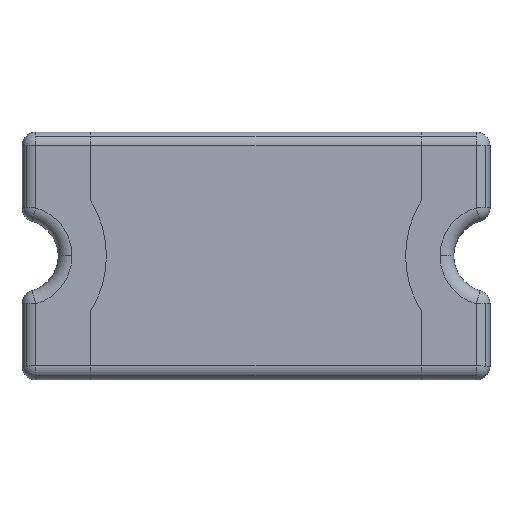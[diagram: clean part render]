
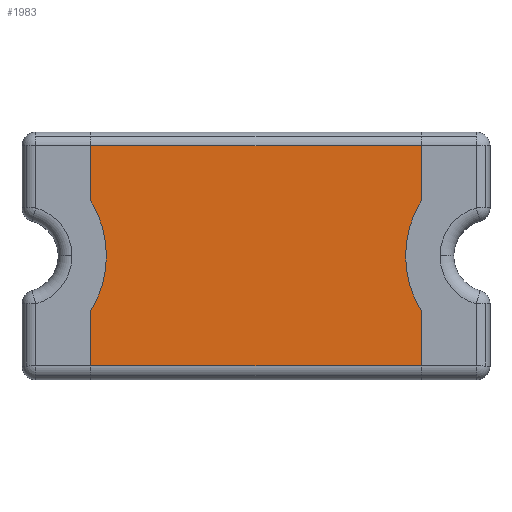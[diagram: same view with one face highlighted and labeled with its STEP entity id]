
A CAD part, top view. The second image highlights one B-rep face of the part: STEP entity #1983.
In plain terms, the highlighted planar face has unit normal (0, 0, 1).
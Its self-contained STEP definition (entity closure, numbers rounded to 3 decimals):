
#1450=CARTESIAN_POINT('',(1.087,0.,1.0));
#1451=VERTEX_POINT('',#1450);
#1467=CARTESIAN_POINT('',(1.2,0.4,1.0));
#1468=VERTEX_POINT('',#1467);
#1475=CARTESIAN_POINT('',(1.85,0.,1.0));
#1476=DIRECTION('',(0.0,0.0,1.0));
#1477=DIRECTION('',(-1.0,0.0,0.0));
#1478=AXIS2_PLACEMENT_3D('',#1475,#1476,#1477);
#1479=CIRCLE('',#1478,0.763);
#1480=EDGE_CURVE('',#1468,#1451,#1479,.T.);
#1492=CARTESIAN_POINT('',(-1.087,0.,1.0));
#1493=VERTEX_POINT('',#1492);
#1509=CARTESIAN_POINT('',(-1.2,-0.4,1.0));
#1510=VERTEX_POINT('',#1509);
#1517=CARTESIAN_POINT('',(-1.85,0.,1.0));
#1518=DIRECTION('',(0.0,0.0,1.0));
#1519=DIRECTION('',(1.0,0.0,0.0));
#1520=AXIS2_PLACEMENT_3D('',#1517,#1518,#1519);
#1521=CIRCLE('',#1520,0.763);
#1522=EDGE_CURVE('',#1510,#1493,#1521,.T.);
#1542=CARTESIAN_POINT('',(1.2,-0.8,1.0));
#1543=VERTEX_POINT('',#1542);
#1551=CARTESIAN_POINT('',(-1.2,-0.8,1.0));
#1552=VERTEX_POINT('',#1551);
#1553=CARTESIAN_POINT('',(1.2,-0.8,1.0));
#1554=DIRECTION('',(-1.0,0.0,0.0));
#1555=VECTOR('',#1554,2.401);
#1556=LINE('',#1553,#1555);
#1557=EDGE_CURVE('',#1543,#1552,#1556,.T.);
#1584=CARTESIAN_POINT('',(-1.2,0.8,1.0));
#1585=VERTEX_POINT('',#1584);
#1593=CARTESIAN_POINT('',(1.2,0.8,1.0));
#1594=VERTEX_POINT('',#1593);
#1595=CARTESIAN_POINT('',(-1.2,0.8,1.0));
#1596=DIRECTION('',(1.0,0.0,0.0));
#1597=VECTOR('',#1596,2.401);
#1598=LINE('',#1595,#1597);
#1599=EDGE_CURVE('',#1585,#1594,#1598,.T.);
#1773=CARTESIAN_POINT('',(1.2,-0.4,1.0));
#1774=VERTEX_POINT('',#1773);
#1781=CARTESIAN_POINT('',(1.2,-0.4,1.0));
#1782=DIRECTION('',(0.0,-1.0,0.0));
#1783=VECTOR('',#1782,0.4);
#1784=LINE('',#1781,#1783);
#1785=EDGE_CURVE('',#1774,#1543,#1784,.T.);
#1878=CARTESIAN_POINT('',(-1.2,0.4,1.0));
#1879=VERTEX_POINT('',#1878);
#1886=CARTESIAN_POINT('',(-1.2,0.4,1.0));
#1887=DIRECTION('',(0.0,1.0,0.0));
#1888=VECTOR('',#1887,0.4);
#1889=LINE('',#1886,#1888);
#1890=EDGE_CURVE('',#1879,#1585,#1889,.T.);
#1932=CARTESIAN_POINT('',(1.2,0.8,1.0));
#1933=DIRECTION('',(0.0,-1.0,0.0));
#1934=VECTOR('',#1933,0.4);
#1935=LINE('',#1932,#1934);
#1936=EDGE_CURVE('',#1594,#1468,#1935,.T.);
#1949=CARTESIAN_POINT('',(0.,0.,1.0));
#1950=DIRECTION('',(0.0,0.0,1.0));
#1951=DIRECTION('',(1.0,0.0,0.0));
#1952=AXIS2_PLACEMENT_3D('',#1949,#1950,#1951);
#1953=PLANE('',#1952);
#1954=ORIENTED_EDGE('',*,*,#1599,.F.);
#1955=ORIENTED_EDGE('',*,*,#1890,.F.);
#1956=CARTESIAN_POINT('',(-1.85,0.,1.0));
#1957=DIRECTION('',(0.0,0.0,1.0));
#1958=DIRECTION('',(1.0,0.0,0.0));
#1959=AXIS2_PLACEMENT_3D('',#1956,#1957,#1958);
#1960=CIRCLE('',#1959,0.763);
#1961=EDGE_CURVE('',#1493,#1879,#1960,.T.);
#1962=ORIENTED_EDGE('',*,*,#1961,.F.);
#1963=ORIENTED_EDGE('',*,*,#1522,.F.);
#1964=CARTESIAN_POINT('',(-1.2,-0.8,1.0));
#1965=DIRECTION('',(0.0,1.0,0.0));
#1966=VECTOR('',#1965,0.4);
#1967=LINE('',#1964,#1966);
#1968=EDGE_CURVE('',#1552,#1510,#1967,.T.);
#1969=ORIENTED_EDGE('',*,*,#1968,.F.);
#1970=ORIENTED_EDGE('',*,*,#1557,.F.);
#1971=ORIENTED_EDGE('',*,*,#1785,.F.);
#1972=CARTESIAN_POINT('',(1.85,0.,1.0));
#1973=DIRECTION('',(0.0,0.0,1.0));
#1974=DIRECTION('',(-1.0,0.0,0.0));
#1975=AXIS2_PLACEMENT_3D('',#1972,#1973,#1974);
#1976=CIRCLE('',#1975,0.763);
#1977=EDGE_CURVE('',#1451,#1774,#1976,.T.);
#1978=ORIENTED_EDGE('',*,*,#1977,.F.);
#1979=ORIENTED_EDGE('',*,*,#1480,.F.);
#1980=ORIENTED_EDGE('',*,*,#1936,.F.);
#1981=EDGE_LOOP('',(#1954,#1955,#1962,#1963,#1969,#1970,#1971,#1978,#1979,#1980));
#1982=FACE_OUTER_BOUND('',#1981,.T.);
#1983=ADVANCED_FACE('',(#1982),#1953,.T.);
